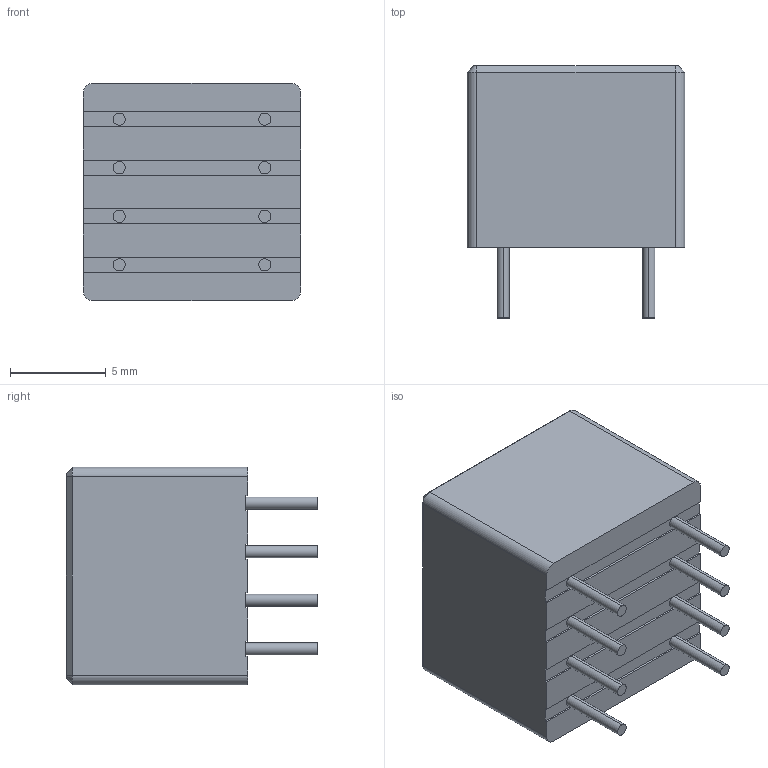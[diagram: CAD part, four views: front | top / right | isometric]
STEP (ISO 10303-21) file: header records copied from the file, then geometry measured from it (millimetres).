
FILE_DESCRIPTION (( 'STEP AP214' ), '1' );
FILE_NAME ('CM4545Z131B-10.STEP', '2021-05-01T01:01:53', ( '' ), ( '' ), 'SwSTEP 2.0', 'SolidWorks 2017', '' );
FILE_SCHEMA (( 'AUTOMOTIVE_DESIGN' ));
Length unit declared in the file: millimetre
Products named in the file (1): CM4545Z131B-10
Bounding box: 11.38 x 13.18 x 11.38 mm (x, y, z)
Volume: 1231.7 mm3; surface area: 1004.3 mm2
Topology: 10 solids, 10 shells, 85 faces, 184 edges, 120 vertices
Faces by surface type: plane 53, cylinder 28, cone 4
Entity records: 2429 total; most frequent: DIRECTION 416, CARTESIAN_POINT 390, ORIENTED_EDGE 368, EDGE_CURVE 184, AXIS2_PLACEMENT_3D 146, VECTOR 124, LINE 124, VERTEX_POINT 120
